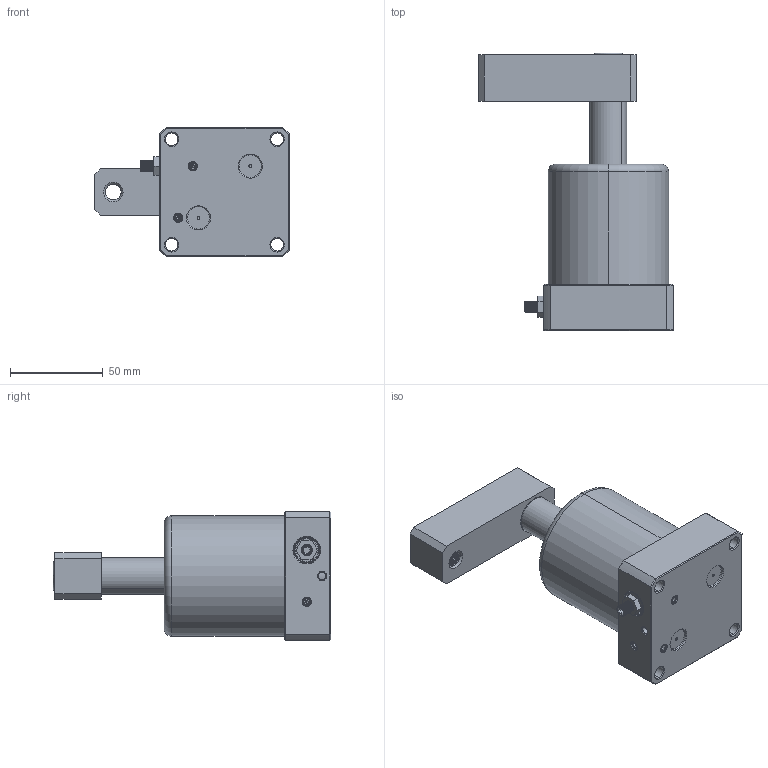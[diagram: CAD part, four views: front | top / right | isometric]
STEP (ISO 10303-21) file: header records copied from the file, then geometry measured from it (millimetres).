
FILE_DESCRIPTION (( 'STEP AP203' ), '1' );
FILE_NAME ('ASC-MF50S.STEP', '2019-05-18T02:24:05', ( 'User' ), ( 'china' ), 'SwSTEP 2.0', 'SolidWorks 2018', '' );
FILE_SCHEMA (( 'CONFIG_CONTROL_DESIGN' ));
Length unit declared in the file: millimetre
Products named in the file (9): hex thin nut gradeb_iso_Hexagon Nut ISO - 4036 - M6 - N_1; ASC-MF50S; 掛极3453354; hex socket set screws with flat point gb_GB_FASTENER_SCREWS_HSFP M4X6-S_1; MF50S活塞杆; MF50Sヶ裔; 揤旋3334; Hexagon socket head cap screws GB_GB_FASTENER_SCREWS_HSHCS M10X25-S_1; 覃厒概5330
Assembly tree (10 placements, depth 2):
  ASC-MF50S
    掛极3453354
    hex socket set screws with flat point gb_GB_FASTENER_SCREWS_HSFP M4X6-S_1  x3
    MF50S活塞杆
    MF50Sヶ裔
    揤旋3334
    Hexagon socket head cap screws GB_GB_FASTENER_SCREWS_HSHCS M10X25-S_1
    覃厒概5330
    hex thin nut gradeb_iso_Hexagon Nut ISO - 4036 - M6 - N_1
Bounding box: 105 x 150 x 70 mm (x, y, z)
Volume: 330427.9 mm3; surface area: 84860.9 mm2
Topology: 11 solids, 11 shells, 1044 faces, 2544 edges, 1545 vertices
Faces by surface type: cylinder 489, cone 368, plane 151, bspline 30, torus 6
Entity records: 50165 total; most frequent: CARTESIAN_POINT 30088, ORIENTED_EDGE 4316, DIRECTION 3745, EDGE_CURVE 2158, AXIS2_PLACEMENT_3D 1441, VERTEX_POINT 1345, EDGE_LOOP 925, ADVANCED_FACE 864
